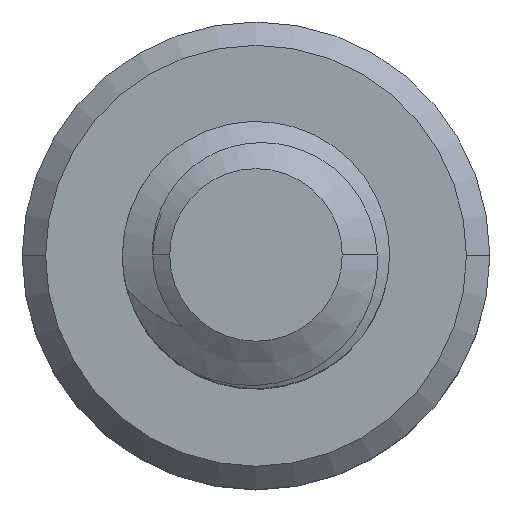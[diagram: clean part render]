
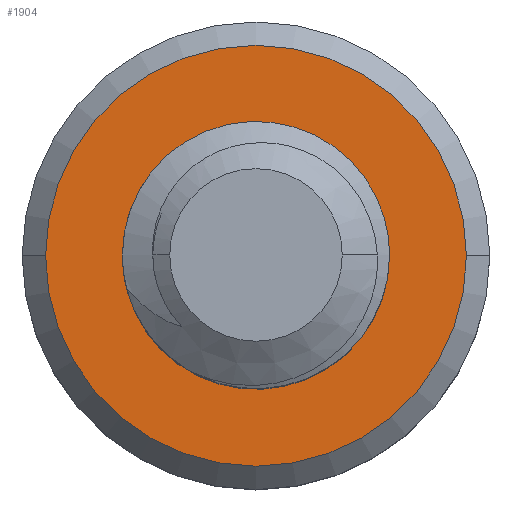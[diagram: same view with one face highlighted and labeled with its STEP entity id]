
A CAD part, top view. The second image highlights one B-rep face of the part: STEP entity #1904.
In plain terms, the highlighted planar face has unit normal (0, 0, 1).
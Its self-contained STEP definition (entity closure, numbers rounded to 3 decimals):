
#19 = EDGE_CURVE ( 'NONE', #696, #2811, #1812, .T. ) ;
#113 = AXIS2_PLACEMENT_3D ( 'NONE', #2558, #2525, #1048 ) ;
#121 = CARTESIAN_POINT ( 'NONE',  ( -0.697, -1.483, -7. ) ) ;
#132 = CARTESIAN_POINT ( 'NONE',  ( -1.82, -0.219, -7. ) ) ;
#158 = CARTESIAN_POINT ( 'NONE',  ( 0.347, 1.945, -7. ) ) ;
#176 = DIRECTION ( 'NONE',  ( 0., 0., -1. ) ) ;
#185 = CARTESIAN_POINT ( 'NONE',  ( 1.112, 1.523, -7. ) ) ;
#217 = EDGE_CURVE ( 'NONE', #2178, #1505, #1098, .T. ) ;
#218 = CARTESIAN_POINT ( 'NONE',  ( 1.715, 0.109, -7. ) ) ;
#269 = CARTESIAN_POINT ( 'NONE',  ( 0., 0., -7. ) ) ;
#282 = DIRECTION ( 'NONE',  ( 1., 0., 0. ) ) ;
#292 = B_SPLINE_CURVE_WITH_KNOTS ( 'NONE', 3,
 ( #407, #1671, #1663, #121, #373, #2901, #643, #1134, #1641, #1900, #132, #1910, #1651, #1162, #2156, #2416, #1401, #399 ),
 .UNSPECIFIED., .F., .F.,
 ( 4, 2, 2, 2, 2, 2, 2, 2, 4 ),
 ( 0., 0.001, 0.001, 0.002, 0.002, 0.003, 0.003, 0.004, 0.004 ),
 .UNSPECIFIED. ) ;
#321 = CARTESIAN_POINT ( 'NONE',  ( 1.083, -1.103, -7. ) ) ;
#373 = CARTESIAN_POINT ( 'NONE',  ( -0.861, -1.42, -7. ) ) ;
#399 = CARTESIAN_POINT ( 'NONE',  ( -1.401, 1.427, -7. ) ) ;
#407 = CARTESIAN_POINT ( 'NONE',  ( 0., -1.545, -7. ) ) ;
#448 = CIRCLE ( 'NONE', #771, 3.15 ) ;
#481 = CARTESIAN_POINT ( 'NONE',  ( 1.534, -0.568, -7. ) ) ;
#496 = CARTESIAN_POINT ( 'NONE',  ( 0., -1.545, -7. ) ) ;
#503 = EDGE_CURVE ( 'NONE', #2811, #2947, #2712, .T. ) ;
#537 = EDGE_CURVE ( 'NONE', #696, #2168, #1095, .T. ) ;
#555 = EDGE_LOOP ( 'NONE', ( #3191, #2422 ) ) ;
#643 = CARTESIAN_POINT ( 'NONE',  ( -1.301, -1.128, -7. ) ) ;
#675 = PLANE ( 'NONE',  #2012 ) ;
#695 = CARTESIAN_POINT ( 'NONE',  ( 1.661, 0.635, -7. ) ) ;
#696 = VERTEX_POINT ( 'NONE', #1634 ) ;
#723 = CARTESIAN_POINT ( 'NONE',  ( 1.697, -0.067, -7. ) ) ;
#734 = CARTESIAN_POINT ( 'NONE',  ( 1.083, -1.103, -7. ) ) ;
#771 = AXIS2_PLACEMENT_3D ( 'NONE', #2423, #1659, #2908 ) ;
#891 = FACE_BOUND ( 'NONE', #3272, .T. ) ;
#903 = ORIENTED_EDGE ( 'NONE', *, *, #19, .T. ) ;
#944 = CARTESIAN_POINT ( 'NONE',  ( 0., 0., -7. ) ) ;
#969 = AXIS2_PLACEMENT_3D ( 'NONE', #2624, #1628, #2392 ) ;
#1048 = DIRECTION ( 'NONE',  ( 1., 0., 0. ) ) ;
#1072 = CARTESIAN_POINT ( 'NONE',  ( -1.401, 1.427, -7. ) ) ;
#1095 = CIRCLE ( 'NONE', #113, 2. ) ;
#1098 = CIRCLE ( 'NONE', #969, 3.15 ) ;
#1134 = CARTESIAN_POINT ( 'NONE',  ( -1.533, -0.862, -7. ) ) ;
#1162 = CARTESIAN_POINT ( 'NONE',  ( -1.811, 0.653, -7. ) ) ;
#1187 = CARTESIAN_POINT ( 'NONE',  ( 1.238, 1.397, -7. ) ) ;
#1324 = EDGE_CURVE ( 'NONE', #2947, #2168, #292, .T. ) ;
#1401 = CARTESIAN_POINT ( 'NONE',  ( -1.515, 1.291, -7. ) ) ;
#1505 = VERTEX_POINT ( 'NONE', #2452 ) ;
#1628 = DIRECTION ( 'NONE',  ( 0., 0., 1. ) ) ;
#1634 = CARTESIAN_POINT ( 'NONE',  ( 0., 2., -7. ) ) ;
#1641 = CARTESIAN_POINT ( 'NONE',  ( -1.627, -0.711, -7. ) ) ;
#1651 = CARTESIAN_POINT ( 'NONE',  ( -1.864, 0.307, -7. ) ) ;
#1659 = DIRECTION ( 'NONE',  ( 0., 0., 1. ) ) ;
#1663 = CARTESIAN_POINT ( 'NONE',  ( -0.351, -1.557, -7. ) ) ;
#1671 = CARTESIAN_POINT ( 'NONE',  ( -0.176, -1.565, -7. ) ) ;
#1698 = CARTESIAN_POINT ( 'NONE',  ( 0.831, 1.733, -7. ) ) ;
#1812 = B_SPLINE_CURVE_WITH_KNOTS ( 'NONE', 3,
 ( #1918, #2678, #158, #2185, #1698, #185, #1187, #2236, #1984, #695, #2216, #218, #723, #1994, #481, #1950, #2721, #734 ),
 .UNSPECIFIED., .F., .F.,
 ( 4, 2, 2, 2, 2, 2, 2, 2, 4 ),
 ( 0., 0.001, 0.001, 0.002, 0.002, 0.003, 0.003, 0.004, 0.004 ),
 .UNSPECIFIED. ) ;
#1813 = ORIENTED_EDGE ( 'NONE', *, *, #537, .F. ) ;
#1834 = CARTESIAN_POINT ( 'NONE',  ( 3.15, 0., -7. ) ) ;
#1900 = CARTESIAN_POINT ( 'NONE',  ( -1.771, -0.39, -7. ) ) ;
#1904 = ADVANCED_FACE ( 'NONE', ( #2362, #891 ), #675, .F. ) ;
#1910 = CARTESIAN_POINT ( 'NONE',  ( -1.866, 0.129, -7. ) ) ;
#1918 = CARTESIAN_POINT ( 'NONE',  ( 0., 2., -7. ) ) ;
#1938 = ORIENTED_EDGE ( 'NONE', *, *, #1324, .T. ) ;
#1950 = CARTESIAN_POINT ( 'NONE',  ( 1.342, -0.866, -7. ) ) ;
#1984 = CARTESIAN_POINT ( 'NONE',  ( 1.537, 0.961, -7. ) ) ;
#1994 = CARTESIAN_POINT ( 'NONE',  ( 1.606, -0.408, -7. ) ) ;
#2012 = AXIS2_PLACEMENT_3D ( 'NONE', #944, #176, #2400 ) ;
#2156 = CARTESIAN_POINT ( 'NONE',  ( -1.759, 0.825, -7. ) ) ;
#2168 = VERTEX_POINT ( 'NONE', #1072 ) ;
#2178 = VERTEX_POINT ( 'NONE', #1834 ) ;
#2185 = CARTESIAN_POINT ( 'NONE',  ( 0.677, 1.819, -7. ) ) ;
#2216 = CARTESIAN_POINT ( 'NONE',  ( 1.698, 0.46, -7. ) ) ;
#2236 = CARTESIAN_POINT ( 'NONE',  ( 1.449, 1.118, -7. ) ) ;
#2362 = FACE_OUTER_BOUND ( 'NONE', #555, .T. ) ;
#2392 = DIRECTION ( 'NONE',  ( -1., 0., 0. ) ) ;
#2400 = DIRECTION ( 'NONE',  ( -1., 0., 0. ) ) ;
#2416 = CARTESIAN_POINT ( 'NONE',  ( -1.61, 1.142, -7. ) ) ;
#2417 = EDGE_CURVE ( 'NONE', #1505, #2178, #448, .T. ) ;
#2422 = ORIENTED_EDGE ( 'NONE', *, *, #217, .T. ) ;
#2423 = CARTESIAN_POINT ( 'NONE',  ( 0., 0., -7. ) ) ;
#2452 = CARTESIAN_POINT ( 'NONE',  ( -3.15, 0., -7. ) ) ;
#2525 = DIRECTION ( 'NONE',  ( 0., 0., 1. ) ) ;
#2558 = CARTESIAN_POINT ( 'NONE',  ( 0., 0., -7. ) ) ;
#2623 = AXIS2_PLACEMENT_3D ( 'NONE', #269, #3016, #282 ) ;
#2624 = CARTESIAN_POINT ( 'NONE',  ( 0., 0., -7. ) ) ;
#2678 = CARTESIAN_POINT ( 'NONE',  ( 0.177, 1.985, -7. ) ) ;
#2712 = CIRCLE ( 'NONE', #2623, 1.545 ) ;
#2721 = CARTESIAN_POINT ( 'NONE',  ( 1.224, -0.995, -7. ) ) ;
#2811 = VERTEX_POINT ( 'NONE', #321 ) ;
#2882 = ORIENTED_EDGE ( 'NONE', *, *, #503, .T. ) ;
#2901 = CARTESIAN_POINT ( 'NONE',  ( -1.166, -1.24, -7. ) ) ;
#2908 = DIRECTION ( 'NONE',  ( -1., 0., 0. ) ) ;
#2947 = VERTEX_POINT ( 'NONE', #496 ) ;
#3016 = DIRECTION ( 'NONE',  ( 0., 0., -1. ) ) ;
#3191 = ORIENTED_EDGE ( 'NONE', *, *, #2417, .T. ) ;
#3272 = EDGE_LOOP ( 'NONE', ( #1813, #903, #2882, #1938 ) ) ;
